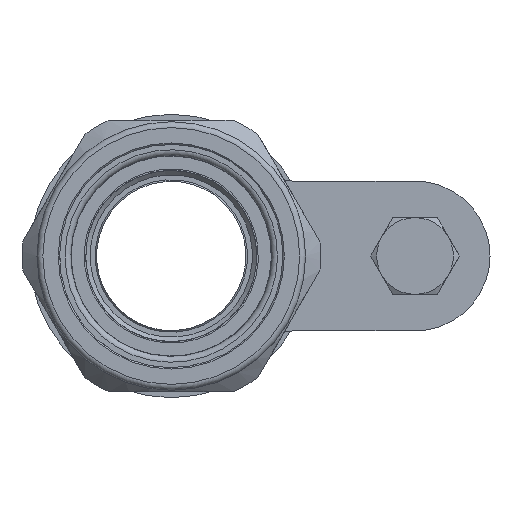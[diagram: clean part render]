
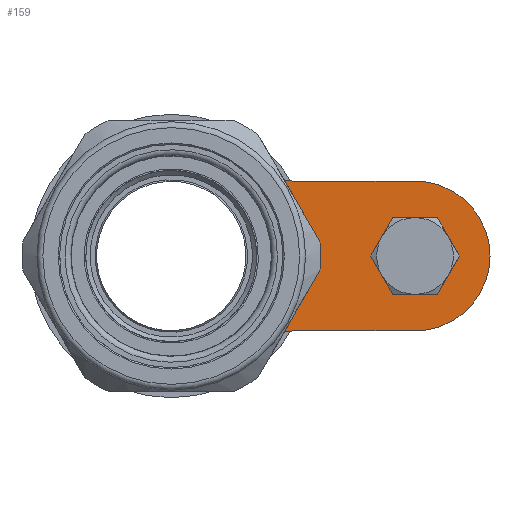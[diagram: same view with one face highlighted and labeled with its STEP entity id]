
A CAD part, left-side view. The second image highlights one B-rep face of the part: STEP entity #159.
In plain terms, the highlighted planar face has unit normal (-1, 0, 0).
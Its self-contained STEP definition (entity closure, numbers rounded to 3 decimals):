
#8 = VERTEX_POINT ( 'NONE', #74 ) ;
#74 = CARTESIAN_POINT ( 'NONE',  ( 0.25, 0., -21.2 ) ) ;
#156 = DIRECTION ( 'NONE',  ( 0., -1., 0. ) ) ;
#159 = ADVANCED_FACE ( 'NONE', ( #2310, #3222 ), #3772, .T. ) ;
#204 = CIRCLE ( 'NONE', #2750, 4.6 ) ;
#252 = EDGE_CURVE ( 'NONE', #1370, #679, #2165, .T. ) ;
#438 = ORIENTED_EDGE ( 'NONE', *, *, #252, .T. ) ;
#462 = CARTESIAN_POINT ( 'NONE',  ( 0.25, -20.611, -12.7 ) ) ;
#473 = DIRECTION ( 'NONE',  ( -1., 0., 0. ) ) ;
#489 = CARTESIAN_POINT ( 'NONE',  ( 0.25, -15.415, -15.7 ) ) ;
#534 = ORIENTED_EDGE ( 'NONE', *, *, #1237, .F. ) ;
#592 = CIRCLE ( 'NONE', #1676, 22.79 ) ;
#620 = VERTEX_POINT ( 'NONE', #1789 ) ;
#679 = VERTEX_POINT ( 'NONE', #1456 ) ;
#699 = VERTEX_POINT ( 'NONE', #983 ) ;
#702 = EDGE_CURVE ( 'NONE', #699, #620, #1011, .T. ) ;
#728 = CIRCLE ( 'NONE', #1670, 22.79 ) ;
#789 = VERTEX_POINT ( 'NONE', #2710 ) ;
#803 = CARTESIAN_POINT ( 'NONE',  ( 0.25, -12.24, 21.2 ) ) ;
#820 = VERTEX_POINT ( 'NONE', #2487 ) ;
#859 = AXIS2_PLACEMENT_3D ( 'NONE', #3285, #1439, #3585 ) ;
#921 = DIRECTION ( 'NONE',  ( -1., 0., 0. ) ) ;
#983 = CARTESIAN_POINT ( 'NONE',  ( 0.25, -41.3, 12.7 ) ) ;
#1011 = CIRCLE ( 'NONE', #1485, 12.7 ) ;
#1150 = DIRECTION ( 'NONE',  ( -1., 0., 0. ) ) ;
#1157 = VECTOR ( 'NONE', #156, 1000. ) ;
#1159 = VERTEX_POINT ( 'NONE', #1629 ) ;
#1207 = CARTESIAN_POINT ( 'NONE',  ( 0.25, -41.3, 0. ) ) ;
#1219 = CARTESIAN_POINT ( 'NONE',  ( 0.25, -12.24, -21.2 ) ) ;
#1233 = LINE ( 'NONE', #3485, #2061 ) ;
#1237 = EDGE_CURVE ( 'NONE', #3766, #1159, #1233, .T. ) ;
#1254 = ORIENTED_EDGE ( 'NONE', *, *, #3099, .F. ) ;
#1284 = DIRECTION ( 'NONE',  ( 1., 0., 0. ) ) ;
#1290 = DIRECTION ( 'NONE',  ( 0., 0., 1. ) ) ;
#1349 = DIRECTION ( 'NONE',  ( 0., 0., 1. ) ) ;
#1362 = ORIENTED_EDGE ( 'NONE', *, *, #1532, .F. ) ;
#1370 = VERTEX_POINT ( 'NONE', #3834 ) ;
#1407 = LINE ( 'NONE', #2805, #2937 ) ;
#1428 = DIRECTION ( 'NONE',  ( 1., 0., 0. ) ) ;
#1439 = DIRECTION ( 'NONE',  ( -1., 0., 0. ) ) ;
#1453 = ORIENTED_EDGE ( 'NONE', *, *, #3584, .T. ) ;
#1456 = CARTESIAN_POINT ( 'NONE',  ( 0.25, -15.415, 15.7 ) ) ;
#1485 = AXIS2_PLACEMENT_3D ( 'NONE', #1207, #1284, #1290 ) ;
#1532 = EDGE_CURVE ( 'NONE', #1370, #699, #2391, .T. ) ;
#1596 = VECTOR ( 'NONE', #3283, 1000. ) ;
#1619 = VERTEX_POINT ( 'NONE', #462 ) ;
#1629 = CARTESIAN_POINT ( 'NONE',  ( 0.25, -14.178, -17.843 ) ) ;
#1670 = AXIS2_PLACEMENT_3D ( 'NONE', #2417, #473, #2719 ) ;
#1676 = AXIS2_PLACEMENT_3D ( 'NONE', #2990, #1150, #3298 ) ;
#1789 = CARTESIAN_POINT ( 'NONE',  ( 0.25, -41.3, -12.7 ) ) ;
#1838 = CARTESIAN_POINT ( 'NONE',  ( 0.25, 12.24, 21.2 ) ) ;
#1929 = AXIS2_PLACEMENT_3D ( 'NONE', #2254, #2270, #2287 ) ;
#2048 = CARTESIAN_POINT ( 'NONE',  ( 0.25, -41.3, 12.7 ) ) ;
#2061 = VECTOR ( 'NONE', #2580, 1000. ) ;
#2080 = ORIENTED_EDGE ( 'NONE', *, *, #2351, .T. ) ;
#2140 = EDGE_CURVE ( 'NONE', #3766, #1619, #3521, .T. ) ;
#2165 = CIRCLE ( 'NONE', #1929, 6. ) ;
#2168 = ORIENTED_EDGE ( 'NONE', *, *, #702, .F. ) ;
#2254 = CARTESIAN_POINT ( 'NONE',  ( 0.25, -20.611, 18.7 ) ) ;
#2268 = CIRCLE ( 'NONE', #859, 21.2 ) ;
#2270 = DIRECTION ( 'NONE',  ( 1., 0., 0. ) ) ;
#2276 = ORIENTED_EDGE ( 'NONE', *, *, #3189, .F. ) ;
#2287 = DIRECTION ( 'NONE',  ( 0., 0., 1. ) ) ;
#2310 = FACE_BOUND ( 'NONE', #2668, .T. ) ;
#2351 = EDGE_CURVE ( 'NONE', #2661, #789, #728, .T. ) ;
#2391 = LINE ( 'NONE', #2048, #1596 ) ;
#2417 = CARTESIAN_POINT ( 'NONE',  ( 0.25, 0., 0. ) ) ;
#2471 = EDGE_CURVE ( 'NONE', #620, #1619, #1407, .T. ) ;
#2487 = CARTESIAN_POINT ( 'NONE',  ( 0.25, -8.363, -21.2 ) ) ;
#2580 = DIRECTION ( 'NONE',  ( 0., 0.5, -0.866 ) ) ;
#2649 = VECTOR ( 'NONE', #3994, 1000. ) ;
#2661 = VERTEX_POINT ( 'NONE', #3479 ) ;
#2668 = EDGE_LOOP ( 'NONE', ( #2276 ) ) ;
#2694 = DIRECTION ( 'NONE',  ( 0., -0.5, -0.866 ) ) ;
#2710 = CARTESIAN_POINT ( 'NONE',  ( 0.25, -8.363, 21.2 ) ) ;
#2719 = DIRECTION ( 'NONE',  ( 0., 0., 1. ) ) ;
#2732 = LINE ( 'NONE', #1219, #2649 ) ;
#2750 = AXIS2_PLACEMENT_3D ( 'NONE', #2791, #921, #3102 ) ;
#2784 = LINE ( 'NONE', #1838, #1157 ) ;
#2791 = CARTESIAN_POINT ( 'NONE',  ( 0.25, -41.3, 0. ) ) ;
#2792 = ORIENTED_EDGE ( 'NONE', *, *, #3857, .F. ) ;
#2805 = CARTESIAN_POINT ( 'NONE',  ( 0.25, -17.147, -12.7 ) ) ;
#2868 = EDGE_LOOP ( 'NONE', ( #1453, #534, #3814, #2987, #2168, #1362, #438, #3706, #2080, #1254, #3608, #2792 ) ) ;
#2888 = CARTESIAN_POINT ( 'NONE',  ( 0.25, 0., 21.2 ) ) ;
#2901 = EDGE_CURVE ( 'NONE', #8, #3361, #2268, .T. ) ;
#2937 = VECTOR ( 'NONE', #3115, 1000. ) ;
#2987 = ORIENTED_EDGE ( 'NONE', *, *, #2471, .F. ) ;
#2990 = CARTESIAN_POINT ( 'NONE',  ( 0.25, 0., 0. ) ) ;
#3099 = EDGE_CURVE ( 'NONE', #3361, #789, #2784, .T. ) ;
#3102 = DIRECTION ( 'NONE',  ( 0., 0., 1. ) ) ;
#3115 = DIRECTION ( 'NONE',  ( 0., 1., 0. ) ) ;
#3189 = EDGE_CURVE ( 'NONE', #3461, #3461, #204, .T. ) ;
#3222 = FACE_OUTER_BOUND ( 'NONE', #2868, .T. ) ;
#3267 = CARTESIAN_POINT ( 'NONE',  ( 0.25, -20.611, -18.7 ) ) ;
#3283 = DIRECTION ( 'NONE',  ( 0., -1., 0. ) ) ;
#3285 = CARTESIAN_POINT ( 'NONE',  ( 0.25, 0., 0. ) ) ;
#3298 = DIRECTION ( 'NONE',  ( 0., 0., 1. ) ) ;
#3361 = VERTEX_POINT ( 'NONE', #2888 ) ;
#3461 = VERTEX_POINT ( 'NONE', #3721 ) ;
#3479 = CARTESIAN_POINT ( 'NONE',  ( 0.25, -14.178, 17.843 ) ) ;
#3485 = CARTESIAN_POINT ( 'NONE',  ( 0.25, -24.48, 0. ) ) ;
#3521 = CIRCLE ( 'NONE', #3783, 6. ) ;
#3574 = DIRECTION ( 'NONE',  ( 0., 0., 1. ) ) ;
#3584 = EDGE_CURVE ( 'NONE', #820, #1159, #592, .T. ) ;
#3585 = DIRECTION ( 'NONE',  ( 0., 0., 1. ) ) ;
#3608 = ORIENTED_EDGE ( 'NONE', *, *, #2901, .F. ) ;
#3630 = EDGE_CURVE ( 'NONE', #2661, #679, #3855, .T. ) ;
#3706 = ORIENTED_EDGE ( 'NONE', *, *, #3630, .F. ) ;
#3721 = CARTESIAN_POINT ( 'NONE',  ( 0.25, -41.3, 4.6 ) ) ;
#3755 = VECTOR ( 'NONE', #2694, 1000. ) ;
#3766 = VERTEX_POINT ( 'NONE', #489 ) ;
#3772 = PLANE ( 'NONE',  #3793 ) ;
#3783 = AXIS2_PLACEMENT_3D ( 'NONE', #3267, #1428, #3574 ) ;
#3793 = AXIS2_PLACEMENT_3D ( 'NONE', #4124, #4003, #1349 ) ;
#3814 = ORIENTED_EDGE ( 'NONE', *, *, #2140, .T. ) ;
#3834 = CARTESIAN_POINT ( 'NONE',  ( 0.25, -20.611, 12.7 ) ) ;
#3855 = LINE ( 'NONE', #803, #3755 ) ;
#3857 = EDGE_CURVE ( 'NONE', #820, #8, #2732, .T. ) ;
#3994 = DIRECTION ( 'NONE',  ( 0., 1., 0. ) ) ;
#4003 = DIRECTION ( 'NONE',  ( -1., 0., 0. ) ) ;
#4124 = CARTESIAN_POINT ( 'NONE',  ( 0.25, -15.605, 0. ) ) ;
